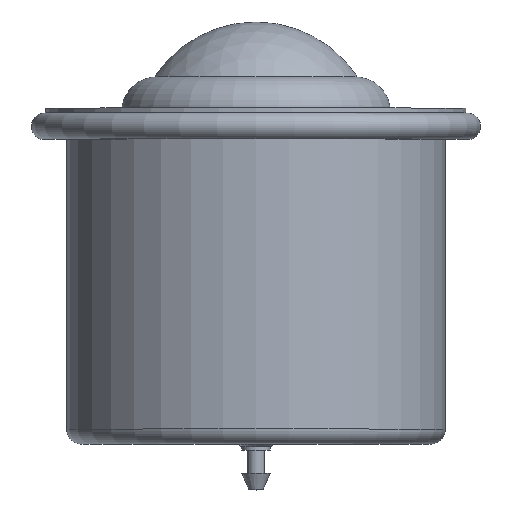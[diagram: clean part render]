
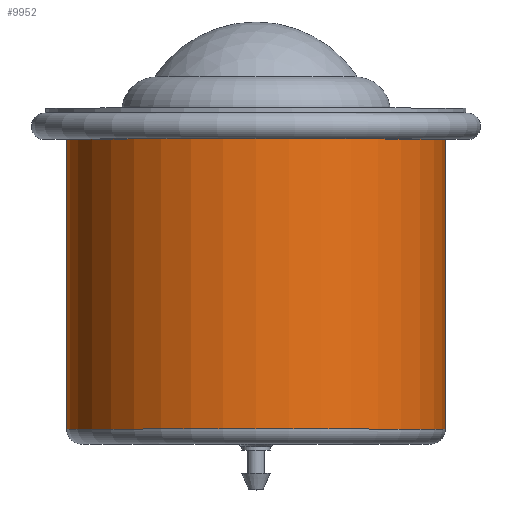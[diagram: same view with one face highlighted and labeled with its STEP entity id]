
A CAD part, top view. The second image highlights one B-rep face of the part: STEP entity #9952.
In plain terms, the highlighted cylindrical face has radius 19.812 mm (diameter 39.624 mm), a partial arc.
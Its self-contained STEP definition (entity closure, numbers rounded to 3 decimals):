
#2185=CARTESIAN_POINT('',(20.494,-2.797,0.));
#2186=DIRECTION('',(0.,1.,0.));
#2187=DIRECTION('',(-1.,0.,0.));
#2188=AXIS2_PLACEMENT_3D('',#2185,#2186,#2187);
#2205=DIRECTION('',(0.,-1.,0.));
#2206=VECTOR('',#2205,30.349);
#2207=CARTESIAN_POINT('',(0.682,-2.797,0.));
#2208=LINE('',#2207,#2206);
#2214=CARTESIAN_POINT('',(20.494,-33.145,0.));
#2215=DIRECTION('',(0.,-1.,0.));
#2216=DIRECTION('',(1.,0.,0.));
#2217=AXIS2_PLACEMENT_3D('',#2214,#2215,#2216);
#2249=DIRECTION('',(0.,-1.,0.));
#2250=VECTOR('',#2249,30.349);
#2251=CARTESIAN_POINT('',(40.306,-2.797,0.));
#2252=LINE('',#2251,#2250);
#8775=CARTESIAN_POINT('',(40.306,-33.145,0.));
#8776=CARTESIAN_POINT('',(0.682,-33.145,0.));
#8777=VERTEX_POINT('',#8775);
#8778=VERTEX_POINT('',#8776);
#8967=CARTESIAN_POINT('',(0.682,-2.797,0.));
#8968=VERTEX_POINT('',#8967);
#9194=CARTESIAN_POINT('',(40.306,-2.797,0.));
#9195=VERTEX_POINT('',#9194);
#9938=CARTESIAN_POINT('',(20.494,9.472,0.));
#9939=DIRECTION('',(0.,1.,0.));
#9940=DIRECTION('',(-1.,0.,0.));
#9941=AXIS2_PLACEMENT_3D('',#9938,#9939,#9940);
#9942=CYLINDRICAL_SURFACE('',#9941,19.812);
#9944=ORIENTED_EDGE('',*,*,#9943,.T.);
#9946=ORIENTED_EDGE('',*,*,#9945,.F.);
#9947=ORIENTED_EDGE('',*,*,#9917,.T.);
#9949=ORIENTED_EDGE('',*,*,#9948,.T.);
#9950=EDGE_LOOP('',(#9944,#9946,#9947,#9949));
#9951=FACE_OUTER_BOUND('',#9950,.F.);
#9952=ADVANCED_FACE('',(#9951),#9942,.T.);
#2189=CIRCLE('',#2188,19.812);
#2218=CIRCLE('',#2217,19.812);
#9917=EDGE_CURVE('',#8968,#9195,#2189,.T.);
#9943=EDGE_CURVE('',#8777,#8778,#2218,.T.);
#9945=EDGE_CURVE('',#8968,#8778,#2208,.T.);
#9948=EDGE_CURVE('',#9195,#8777,#2252,.T.);
